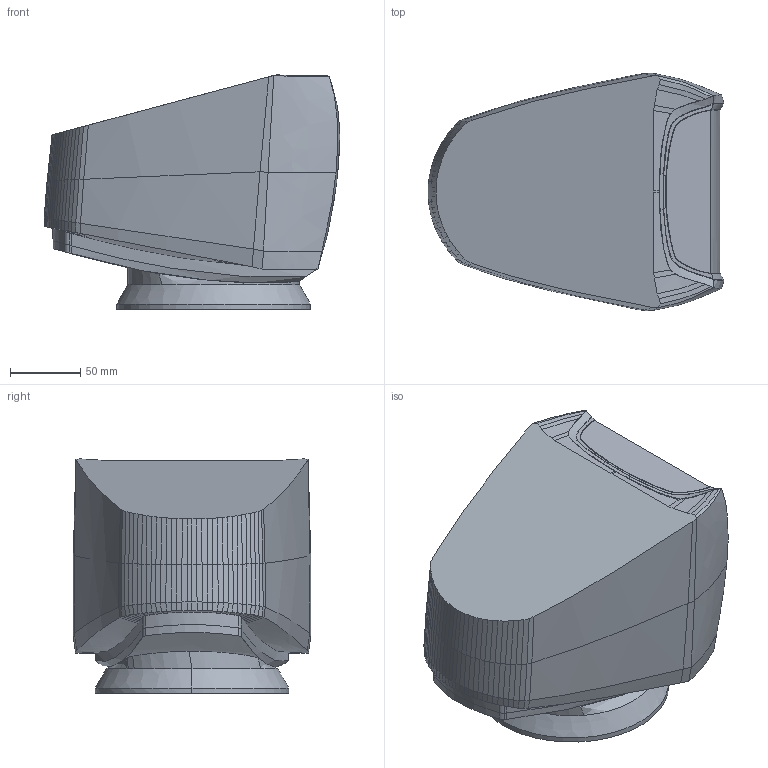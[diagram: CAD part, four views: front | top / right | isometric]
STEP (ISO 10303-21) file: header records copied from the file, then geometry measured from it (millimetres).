
FILE_DESCRIPTION(('FreeCAD Model'),'2;1');
FILE_NAME('Open CASCADE Shape Model','2025-05-03T23:53:44',('FreeCAD'),( 'FreeCAD'),'Open CASCADE STEP processor 7.6','FreeCAD','Unknown');
FILE_SCHEMA(('AUTOMOTIVE_DESIGN { 1 0 10303 214 1 1 1 1 }'));
Products named in the file (1): Open CASCADE STEP translator 7.6 1
Bounding box: 210.39 x 169.1 x 166.71 mm (x, y, z)
Surface area: 152920.8 mm2 (no closed solid volume)
Topology: 0 solids, 4 shells, 448 faces, 1031 edges, 582 vertices
Faces by surface type: bspline 448
Entity records: 50653 total; most frequent: CARTESIAN_POINT 44304, ORIENTED_EDGE 1932, EDGE_CURVE 1029, B_SPLINE_CURVE_WITH_KNOTS 1006, VERTEX_POINT 582, ADVANCED_FACE 448, FACE_BOUND 448, EDGE_LOOP 448
